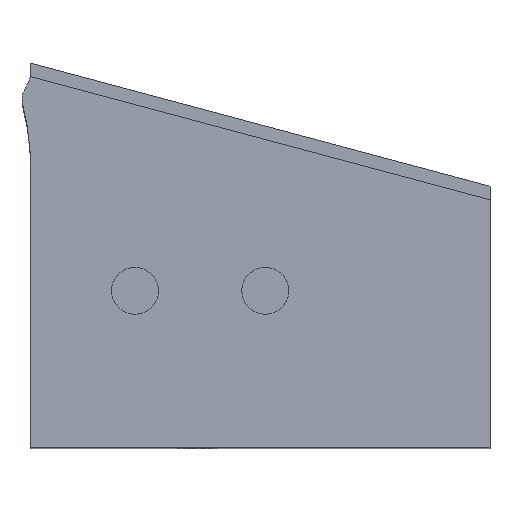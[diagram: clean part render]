
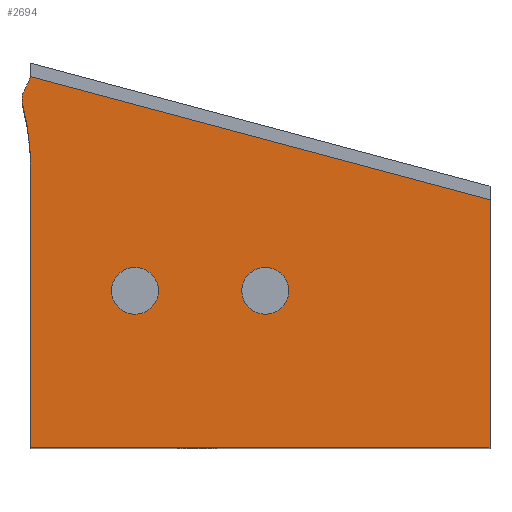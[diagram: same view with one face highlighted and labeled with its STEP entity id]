
A CAD part, top view. The second image highlights one B-rep face of the part: STEP entity #2694.
In plain terms, the highlighted planar face has unit normal (0, 0, 1).
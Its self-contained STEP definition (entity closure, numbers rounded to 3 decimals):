
#26=FACE_BOUND('',#344,.T.);
#27=FACE_BOUND('',#345,.T.);
#73=PLANE('',#2868);
#197=FACE_OUTER_BOUND('',#343,.T.);
#343=EDGE_LOOP('',(#2018,#2019,#2020,#2021,#2022,#2023,#2024,#2025));
#344=EDGE_LOOP('',(#2026));
#345=EDGE_LOOP('',(#2027));
#553=LINE('',#3896,#903);
#563=LINE('',#3925,#913);
#564=LINE('',#3928,#914);
#565=LINE('',#3930,#915);
#566=LINE('',#3931,#916);
#903=VECTOR('',#3153,10.);
#913=VECTOR('',#3185,10.);
#914=VECTOR('',#3188,10.);
#915=VECTOR('',#3189,10.);
#916=VECTOR('',#3190,10.);
#1178=CIRCLE('',#2821,3.6);
#1180=CIRCLE('',#2824,3.6);
#1195=CIRCLE('',#2861,40.);
#1196=CIRCLE('',#2863,3.);
#1197=CIRCLE('',#2865,40.);
#1218=VERTEX_POINT('',#3708);
#1220=VERTEX_POINT('',#3714);
#1292=VERTEX_POINT('',#3892);
#1293=VERTEX_POINT('',#3894);
#1296=VERTEX_POINT('',#3905);
#1297=VERTEX_POINT('',#3906);
#1298=VERTEX_POINT('',#3911);
#1299=VERTEX_POINT('',#3915);
#1302=VERTEX_POINT('',#3927);
#1303=VERTEX_POINT('',#3929);
#1478=EDGE_CURVE('',#1218,#1218,#1178,.T.);
#1481=EDGE_CURVE('',#1220,#1220,#1180,.T.);
#1569=EDGE_CURVE('',#1293,#1292,#553,.T.);
#1574=EDGE_CURVE('',#1296,#1297,#1195,.T.);
#1577=EDGE_CURVE('',#1298,#1297,#1196,.T.);
#1579=EDGE_CURVE('',#1298,#1299,#1197,.T.);
#1584=EDGE_CURVE('',#1296,#1292,#563,.F.);
#1585=EDGE_CURVE('',#1302,#1299,#564,.T.);
#1586=EDGE_CURVE('',#1303,#1293,#565,.T.);
#1587=EDGE_CURVE('',#1303,#1302,#566,.T.);
#2018=ORIENTED_EDGE('',*,*,#1585,.T.);
#2019=ORIENTED_EDGE('',*,*,#1579,.F.);
#2020=ORIENTED_EDGE('',*,*,#1577,.T.);
#2021=ORIENTED_EDGE('',*,*,#1574,.F.);
#2022=ORIENTED_EDGE('',*,*,#1584,.T.);
#2023=ORIENTED_EDGE('',*,*,#1569,.F.);
#2024=ORIENTED_EDGE('',*,*,#1586,.F.);
#2025=ORIENTED_EDGE('',*,*,#1587,.T.);
#2026=ORIENTED_EDGE('',*,*,#1478,.T.);
#2027=ORIENTED_EDGE('',*,*,#1481,.T.);
#2694=ADVANCED_FACE('',(#197,#26,#27),#73,.T.);
#2821=AXIS2_PLACEMENT_3D('',#3709,#3005,#3006);
#2824=AXIS2_PLACEMENT_3D('',#3715,#3012,#3013);
#2861=AXIS2_PLACEMENT_3D('',#3907,#3164,#3165);
#2863=AXIS2_PLACEMENT_3D('',#3912,#3170,#3171);
#2865=AXIS2_PLACEMENT_3D('',#3916,#3175,#3176);
#2868=AXIS2_PLACEMENT_3D('',#3926,#3186,#3187);
#3005=DIRECTION('center_axis',(0.,0.,-1.));
#3006=DIRECTION('ref_axis',(1.,0.,0.));
#3012=DIRECTION('center_axis',(0.,0.,-1.));
#3013=DIRECTION('ref_axis',(1.,0.,0.));
#3153=DIRECTION('',(-1.,0.,0.));
#3164=DIRECTION('center_axis',(0.,0.,1.));
#3165=DIRECTION('ref_axis',(0.992,0.125,0.));
#3170=DIRECTION('center_axis',(0.,0.,1.));
#3171=DIRECTION('ref_axis',(1.,0.,0.));
#3175=DIRECTION('center_axis',(0.,0.,1.));
#3176=DIRECTION('ref_axis',(0.893,-0.449,0.));
#3185=DIRECTION('',(0.,1.,0.));
#3186=DIRECTION('center_axis',(0.,0.,1.));
#3187=DIRECTION('ref_axis',(1.,0.,0.));
#3188=DIRECTION('',(-0.966,0.259,0.));
#3189=DIRECTION('',(0.,-1.,0.));
#3190=DIRECTION('',(-0.259,-0.966,0.));
#3708=CARTESIAN_POINT('',(11.9,-7.,12.));
#3709=CARTESIAN_POINT('Origin',(15.5,-7.,12.));
#3714=CARTESIAN_POINT('',(31.9,-7.,12.));
#3715=CARTESIAN_POINT('Origin',(35.5,-7.,12.));
#3892=CARTESIAN_POINT('',(-0.5,-31.,12.));
#3894=CARTESIAN_POINT('',(70.,-31.,12.));
#3896=CARTESIAN_POINT('',(70.,-31.,12.));
#3905=CARTESIAN_POINT('',(-0.5,11.667,12.));
#3906=CARTESIAN_POINT('',(-1.751,21.592,12.));
#3907=CARTESIAN_POINT('Origin',(-40.5,11.667,12.));
#3911=CARTESIAN_POINT('',(-1.525,23.684,12.));
#3912=CARTESIAN_POINT('Origin',(1.155,22.336,12.));
#3915=CARTESIAN_POINT('',(-0.5,25.885,12.));
#3916=CARTESIAN_POINT('Origin',(-37.259,41.657,12.));
#3925=CARTESIAN_POINT('',(-0.5,0.,12.));
#3926=CARTESIAN_POINT('Origin',(0.,0.,12.));
#3927=CARTESIAN_POINT('',(69.999,6.995,12.));
#3928=CARTESIAN_POINT('',(20.719,20.2,12.));
#3929=CARTESIAN_POINT('',(70.,7.,12.));
#3930=CARTESIAN_POINT('',(70.,0.,12.));
#3931=CARTESIAN_POINT('',(66.78,-5.018,12.));
